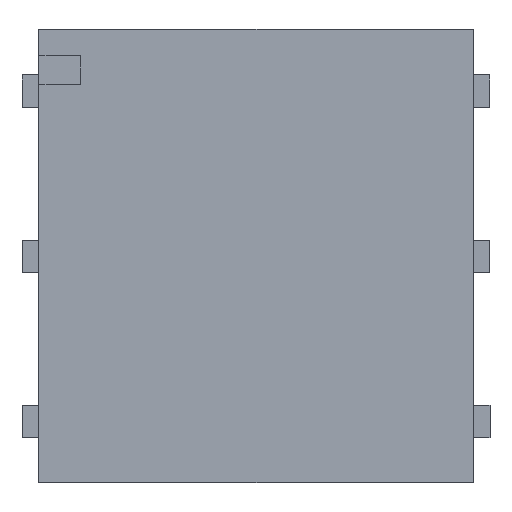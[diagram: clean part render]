
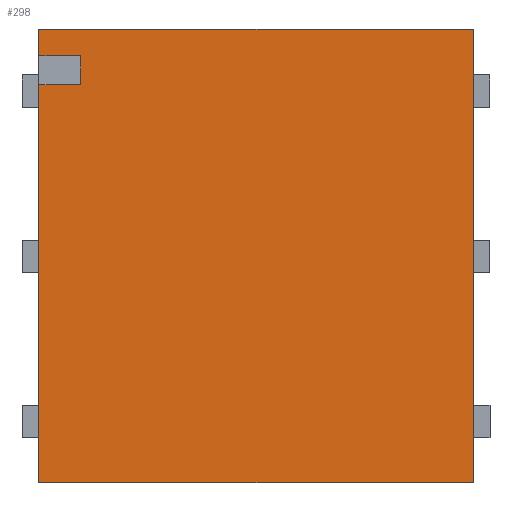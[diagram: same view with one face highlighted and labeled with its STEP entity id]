
A CAD part, top view. The second image highlights one B-rep face of the part: STEP entity #298.
In plain terms, the highlighted planar face has unit normal (0, 0, 1).
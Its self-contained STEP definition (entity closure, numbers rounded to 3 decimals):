
#110=CARTESIAN_POINT('',(-3.34,3.079,4.65));
#111=VERTEX_POINT('',#110);
#119=CARTESIAN_POINT('',(-2.7,3.079,4.65));
#120=VERTEX_POINT('',#119);
#127=CARTESIAN_POINT('',(-3.34,3.079,4.65));
#128=DIRECTION('',(1.0,0.0,0.0));
#129=VECTOR('',#128,0.64);
#130=LINE('',#127,#129);
#131=EDGE_CURVE('',#111,#120,#130,.T.);
#141=CARTESIAN_POINT('',(-2.7,2.635,4.65));
#142=VERTEX_POINT('',#141);
#150=CARTESIAN_POINT('',(-3.34,2.635,4.65));
#151=VERTEX_POINT('',#150);
#158=CARTESIAN_POINT('',(-2.7,2.635,4.65));
#159=DIRECTION('',(-1.0,0.0,0.0));
#160=VECTOR('',#159,0.64);
#161=LINE('',#158,#160);
#162=EDGE_CURVE('',#142,#151,#161,.T.);
#175=CARTESIAN_POINT('',(-2.7,3.079,4.65));
#176=DIRECTION('',(0.0,-1.0,0.0));
#177=VECTOR('',#176,0.445);
#178=LINE('',#175,#177);
#179=EDGE_CURVE('',#120,#142,#178,.T.);
#192=CARTESIAN_POINT('',(-3.34,3.485,4.65));
#193=VERTEX_POINT('',#192);
#194=CARTESIAN_POINT('',(-3.34,3.485,4.65));
#195=DIRECTION('',(0.0,-1.0,0.0));
#196=VECTOR('',#195,0.406);
#197=LINE('',#194,#196);
#198=EDGE_CURVE('',#193,#111,#197,.T.);
#216=CARTESIAN_POINT('',(-3.34,-3.485,4.65));
#217=VERTEX_POINT('',#216);
#224=CARTESIAN_POINT('',(-3.34,2.635,4.65));
#225=DIRECTION('',(0.0,-1.0,0.0));
#226=VECTOR('',#225,6.12);
#227=LINE('',#224,#226);
#228=EDGE_CURVE('',#151,#217,#227,.T.);
#264=CARTESIAN_POINT('',(0.0,0.,4.65));
#265=DIRECTION('',(0.0,0.0,-1.0));
#266=DIRECTION('',(1.0,0.0,0.0));
#267=AXIS2_PLACEMENT_3D('',#264,#265,#266);
#268=PLANE('',#267);
#269=ORIENTED_EDGE('',*,*,#162,.T.);
#270=ORIENTED_EDGE('',*,*,#228,.T.);
#271=CARTESIAN_POINT('',(3.34,-3.485,4.65));
#272=VERTEX_POINT('',#271);
#273=CARTESIAN_POINT('',(-3.34,-3.485,4.65));
#274=DIRECTION('',(1.0,0.0,0.0));
#275=VECTOR('',#274,6.68);
#276=LINE('',#273,#275);
#277=EDGE_CURVE('',#217,#272,#276,.T.);
#278=ORIENTED_EDGE('',*,*,#277,.T.);
#279=CARTESIAN_POINT('',(3.34,3.485,4.65));
#280=VERTEX_POINT('',#279);
#281=CARTESIAN_POINT('',(3.34,-3.485,4.65));
#282=DIRECTION('',(0.0,1.0,0.0));
#283=VECTOR('',#282,6.97);
#284=LINE('',#281,#283);
#285=EDGE_CURVE('',#272,#280,#284,.T.);
#286=ORIENTED_EDGE('',*,*,#285,.T.);
#287=CARTESIAN_POINT('',(3.34,3.485,4.65));
#288=DIRECTION('',(-1.0,0.0,0.0));
#289=VECTOR('',#288,6.68);
#290=LINE('',#287,#289);
#291=EDGE_CURVE('',#280,#193,#290,.T.);
#292=ORIENTED_EDGE('',*,*,#291,.T.);
#293=ORIENTED_EDGE('',*,*,#198,.T.);
#294=ORIENTED_EDGE('',*,*,#131,.T.);
#295=ORIENTED_EDGE('',*,*,#179,.T.);
#296=EDGE_LOOP('',(#269,#270,#278,#286,#292,#293,#294,#295));
#297=FACE_OUTER_BOUND('',#296,.T.);
#298=ADVANCED_FACE('',(#297),#268,.F.);
